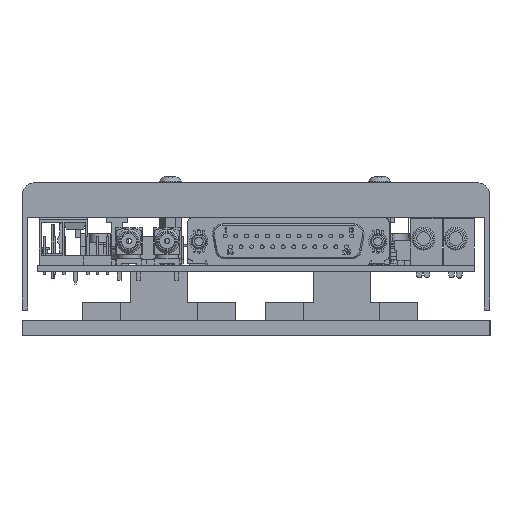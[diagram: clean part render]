
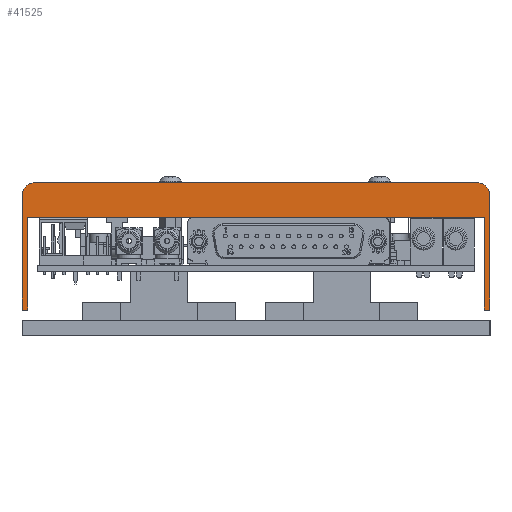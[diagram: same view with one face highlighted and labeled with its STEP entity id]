
A CAD part, left-side view. The second image highlights one B-rep face of the part: STEP entity #41525.
In plain terms, the highlighted planar face has unit normal (-1, 0, 0).
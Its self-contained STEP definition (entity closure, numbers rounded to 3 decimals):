
#168 = ORIENTED_EDGE ( 'NONE', *, *, #7264, .T. ) ;
#582 = CARTESIAN_POINT ( 'NONE',  ( -122.448, -44.73, 16.751 ) ) ;
#3374 = VERTEX_POINT ( 'NONE', #11739 ) ;
#4570 = CIRCLE ( 'NONE', #61886, 3.5 ) ;
#7264 = EDGE_CURVE ( 'NONE', #48496, #19039, #17141, .T. ) ;
#9966 = EDGE_CURVE ( 'NONE', #85672, #82505, #82738, .T. ) ;
#10662 = CARTESIAN_POINT ( 'NONE',  ( -122.448, 78.27, -7.549 ) ) ;
#10695 = DIRECTION ( 'NONE',  ( 1., 0., 0. ) ) ;
#11283 = CARTESIAN_POINT ( 'NONE',  ( -122.448, 76.77, 16.751 ) ) ;
#11739 = CARTESIAN_POINT ( 'NONE',  ( -122.448, 78.27, -7.549 ) ) ;
#13717 = LINE ( 'NONE', #582, #45191 ) ;
#14559 = EDGE_CURVE ( 'NONE', #82505, #3374, #43454, .T. ) ;
#14812 = ORIENTED_EDGE ( 'NONE', *, *, #47717, .T. ) ;
#15739 = ORIENTED_EDGE ( 'NONE', *, *, #35723, .T. ) ;
#16521 = CARTESIAN_POINT ( 'NONE',  ( -122.448, -44.73, 25.951 ) ) ;
#16755 = CARTESIAN_POINT ( 'NONE',  ( -122.448, -44.73, 22.451 ) ) ;
#16834 = VECTOR ( 'NONE', #60104, 1000. ) ;
#17141 = LINE ( 'NONE', #17585, #44177 ) ;
#17585 = CARTESIAN_POINT ( 'NONE',  ( -122.448, -44.73, -7.549 ) ) ;
#17879 = EDGE_CURVE ( 'NONE', #53376, #3374, #27312, .T. ) ;
#19039 = VERTEX_POINT ( 'NONE', #64503 ) ;
#19757 = AXIS2_PLACEMENT_3D ( 'NONE', #83705, #10695, #70171 ) ;
#20223 = VERTEX_POINT ( 'NONE', #16755 ) ;
#20865 = VECTOR ( 'NONE', #82806, 1000. ) ;
#22066 = ORIENTED_EDGE ( 'NONE', *, *, #14559, .F. ) ;
#22849 = CARTESIAN_POINT ( 'NONE',  ( -122.448, 76.77, 25.951 ) ) ;
#26392 = CARTESIAN_POINT ( 'NONE',  ( -122.448, 74.77, 22.451 ) ) ;
#26510 = ORIENTED_EDGE ( 'NONE', *, *, #46587, .F. ) ;
#26692 = CARTESIAN_POINT ( 'NONE',  ( -122.448, -43.23, 16.751 ) ) ;
#27312 = LINE ( 'NONE', #27728, #16834 ) ;
#27728 = CARTESIAN_POINT ( 'NONE',  ( -122.448, 78.27, 25.951 ) ) ;
#29490 = CIRCLE ( 'NONE', #19757, 3.5 ) ;
#31257 = ORIENTED_EDGE ( 'NONE', *, *, #73563, .F. ) ;
#33394 = DIRECTION ( 'NONE',  ( 0., 1., 0. ) ) ;
#35054 = CARTESIAN_POINT ( 'NONE',  ( -122.448, -44.73, 25.951 ) ) ;
#35723 = EDGE_CURVE ( 'NONE', #44518, #48496, #65144, .T. ) ;
#36061 = DIRECTION ( 'NONE',  ( 0., 1., 0. ) ) ;
#36858 = CARTESIAN_POINT ( 'NONE',  ( -122.448, 74.77, 25.951 ) ) ;
#37864 = CARTESIAN_POINT ( 'NONE',  ( -122.448, -43.23, -7.549 ) ) ;
#38485 = CARTESIAN_POINT ( 'NONE',  ( -122.448, -43.23, 25.951 ) ) ;
#39592 = AXIS2_PLACEMENT_3D ( 'NONE', #35054, #60442, #61724 ) ;
#41525 = ADVANCED_FACE ( 'NONE', ( #74829 ), #41593, .F. ) ;
#41593 = PLANE ( 'NONE',  #39592 ) ;
#42062 = ORIENTED_EDGE ( 'NONE', *, *, #61974, .F. ) ;
#43454 = LINE ( 'NONE', #10662, #64809 ) ;
#43596 = DIRECTION ( 'NONE',  ( 0., 0., -1. ) ) ;
#43955 = CARTESIAN_POINT ( 'NONE',  ( -122.448, 76.77, -7.549 ) ) ;
#44162 = DIRECTION ( 'NONE',  ( 0., 0., -1. ) ) ;
#44177 = VECTOR ( 'NONE', #70910, 1000. ) ;
#44518 = VERTEX_POINT ( 'NONE', #26692 ) ;
#45191 = VECTOR ( 'NONE', #53517, 1000. ) ;
#46366 = EDGE_LOOP ( 'NONE', ( #26510, #74342, #22066, #49710, #14812, #15739, #168, #31257, #66905, #42062 ) ) ;
#46587 = EDGE_CURVE ( 'NONE', #53376, #75334, #4570, .T. ) ;
#47717 = EDGE_CURVE ( 'NONE', #85672, #44518, #13717, .T. ) ;
#48496 = VERTEX_POINT ( 'NONE', #37864 ) ;
#49533 = DIRECTION ( 'NONE',  ( 0., 0., -1. ) ) ;
#49710 = ORIENTED_EDGE ( 'NONE', *, *, #9966, .F. ) ;
#51674 = VECTOR ( 'NONE', #49533, 1000. ) ;
#52768 = VECTOR ( 'NONE', #44162, 1000. ) ;
#53376 = VERTEX_POINT ( 'NONE', #64447 ) ;
#53517 = DIRECTION ( 'NONE',  ( 0., -1., 0. ) ) ;
#55449 = LINE ( 'NONE', #16521, #82522 ) ;
#56166 = CARTESIAN_POINT ( 'NONE',  ( -122.448, -44.73, 25.951 ) ) ;
#60104 = DIRECTION ( 'NONE',  ( 0., 0., -1. ) ) ;
#60442 = DIRECTION ( 'NONE',  ( 1., 0., 0. ) ) ;
#61724 = DIRECTION ( 'NONE',  ( 0., 0., -1. ) ) ;
#61803 = VERTEX_POINT ( 'NONE', #67984 ) ;
#61886 = AXIS2_PLACEMENT_3D ( 'NONE', #26392, #79275, #33394 ) ;
#61974 = EDGE_CURVE ( 'NONE', #75334, #61803, #69709, .T. ) ;
#64447 = CARTESIAN_POINT ( 'NONE',  ( -122.448, 78.27, 22.451 ) ) ;
#64503 = CARTESIAN_POINT ( 'NONE',  ( -122.448, -44.73, -7.549 ) ) ;
#64809 = VECTOR ( 'NONE', #36061, 1000. ) ;
#65144 = LINE ( 'NONE', #38485, #52768 ) ;
#66905 = ORIENTED_EDGE ( 'NONE', *, *, #71984, .F. ) ;
#67984 = CARTESIAN_POINT ( 'NONE',  ( -122.448, -41.23, 25.951 ) ) ;
#69709 = LINE ( 'NONE', #56166, #20865 ) ;
#70171 = DIRECTION ( 'NONE',  ( 0., -1., 0. ) ) ;
#70910 = DIRECTION ( 'NONE',  ( 0., -1., 0. ) ) ;
#71984 = EDGE_CURVE ( 'NONE', #61803, #20223, #29490, .T. ) ;
#73563 = EDGE_CURVE ( 'NONE', #20223, #19039, #55449, .T. ) ;
#74342 = ORIENTED_EDGE ( 'NONE', *, *, #17879, .T. ) ;
#74829 = FACE_OUTER_BOUND ( 'NONE', #46366, .T. ) ;
#75334 = VERTEX_POINT ( 'NONE', #36858 ) ;
#79275 = DIRECTION ( 'NONE',  ( 1., 0., 0. ) ) ;
#82505 = VERTEX_POINT ( 'NONE', #43955 ) ;
#82522 = VECTOR ( 'NONE', #43596, 1000. ) ;
#82738 = LINE ( 'NONE', #22849, #51674 ) ;
#82806 = DIRECTION ( 'NONE',  ( 0., -1., 0. ) ) ;
#83705 = CARTESIAN_POINT ( 'NONE',  ( -122.448, -41.23, 22.451 ) ) ;
#85672 = VERTEX_POINT ( 'NONE', #11283 ) ;
